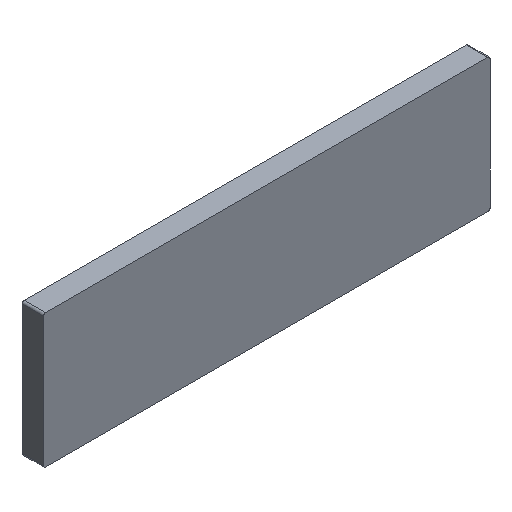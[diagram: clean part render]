
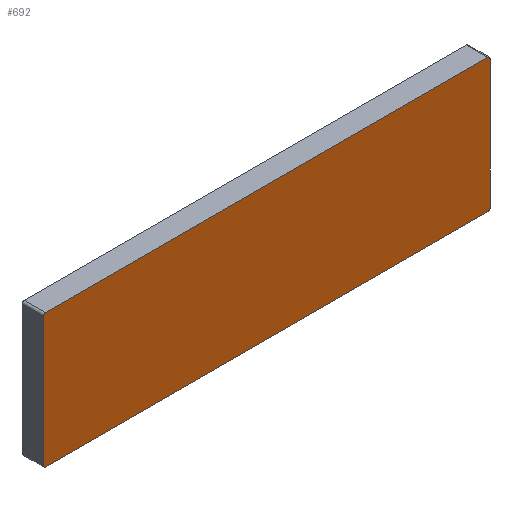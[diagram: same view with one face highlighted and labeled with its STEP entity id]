
A CAD part, isometric view. The second image highlights one B-rep face of the part: STEP entity #692.
In plain terms, the highlighted planar face has unit normal (0, -1, 0).
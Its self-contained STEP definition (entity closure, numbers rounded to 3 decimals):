
#75=LINE('',#1134,#117);
#85=LINE('',#1163,#127);
#89=LINE('',#1174,#131);
#90=LINE('',#1175,#132);
#117=VECTOR('',#905,10.);
#127=VECTOR('',#929,10.);
#131=VECTOR('',#943,10.);
#132=VECTOR('',#944,10.);
#174=FACE_OUTER_BOUND('',#232,.T.);
#232=EDGE_LOOP('',(#563,#564,#565,#566,#567,#568,#569,#570));
#304=CIRCLE('',#755,1.);
#308=CIRCLE('',#762,1.);
#309=CIRCLE('',#765,1.);
#310=CIRCLE('',#767,1.);
#359=VERTEX_POINT('',#1124);
#360=VERTEX_POINT('',#1126);
#362=VERTEX_POINT('',#1132);
#372=VERTEX_POINT('',#1156);
#373=VERTEX_POINT('',#1158);
#374=VERTEX_POINT('',#1162);
#375=VERTEX_POINT('',#1166);
#376=VERTEX_POINT('',#1170);
#431=EDGE_CURVE('',#359,#360,#304,.T.);
#435=EDGE_CURVE('',#359,#362,#75,.T.);
#447=EDGE_CURVE('',#372,#373,#308,.T.);
#449=EDGE_CURVE('',#374,#373,#85,.T.);
#451=EDGE_CURVE('',#374,#375,#309,.T.);
#454=EDGE_CURVE('',#376,#362,#310,.T.);
#455=EDGE_CURVE('',#376,#375,#89,.T.);
#456=EDGE_CURVE('',#372,#360,#90,.T.);
#563=ORIENTED_EDGE('',*,*,#431,.F.);
#564=ORIENTED_EDGE('',*,*,#435,.T.);
#565=ORIENTED_EDGE('',*,*,#454,.F.);
#566=ORIENTED_EDGE('',*,*,#455,.T.);
#567=ORIENTED_EDGE('',*,*,#451,.F.);
#568=ORIENTED_EDGE('',*,*,#449,.T.);
#569=ORIENTED_EDGE('',*,*,#447,.F.);
#570=ORIENTED_EDGE('',*,*,#456,.T.);
#660=PLANE('',#768);
#692=ADVANCED_FACE('',(#174),#660,.F.);
#755=AXIS2_PLACEMENT_3D('',#1127,#898,#899);
#762=AXIS2_PLACEMENT_3D('',#1159,#924,#925);
#765=AXIS2_PLACEMENT_3D('',#1167,#933,#934);
#767=AXIS2_PLACEMENT_3D('',#1172,#939,#940);
#768=AXIS2_PLACEMENT_3D('',#1173,#941,#942);
#898=DIRECTION('center_axis',(0.,1.,0.));
#899=DIRECTION('ref_axis',(-0.707,0.,-0.707));
#905=DIRECTION('',(1.,0.,0.));
#924=DIRECTION('center_axis',(0.,1.,0.));
#925=DIRECTION('ref_axis',(-0.707,0.,0.707));
#929=DIRECTION('',(-1.,0.,0.));
#933=DIRECTION('center_axis',(0.,1.,0.));
#934=DIRECTION('ref_axis',(0.707,0.,0.707));
#939=DIRECTION('center_axis',(0.,1.,0.));
#940=DIRECTION('ref_axis',(0.707,0.,-0.707));
#941=DIRECTION('center_axis',(0.,1.,0.));
#942=DIRECTION('ref_axis',(1.,0.,0.));
#943=DIRECTION('',(0.,0.,1.));
#944=DIRECTION('',(0.,0.,-1.));
#1124=CARTESIAN_POINT('',(1.094,0.,4.75));
#1126=CARTESIAN_POINT('',(0.094,0.,5.75));
#1127=CARTESIAN_POINT('Origin',(1.094,0.,5.75));
#1132=CARTESIAN_POINT('',(216.644,0.,4.75));
#1134=CARTESIAN_POINT('',(0.094,0.,4.75));
#1156=CARTESIAN_POINT('',(0.094,0.,68.901));
#1158=CARTESIAN_POINT('',(1.094,0.,69.901));
#1159=CARTESIAN_POINT('Origin',(1.094,0.,68.901));
#1162=CARTESIAN_POINT('',(216.644,0.,69.901));
#1163=CARTESIAN_POINT('',(217.644,0.,69.901));
#1166=CARTESIAN_POINT('',(217.644,0.,68.901));
#1167=CARTESIAN_POINT('Origin',(216.644,0.,68.901));
#1170=CARTESIAN_POINT('',(217.644,0.,5.75));
#1172=CARTESIAN_POINT('Origin',(216.644,0.,5.75));
#1173=CARTESIAN_POINT('Origin',(108.869,0.,37.325));
#1174=CARTESIAN_POINT('',(217.644,0.,4.75));
#1175=CARTESIAN_POINT('',(0.094,0.,69.901));
